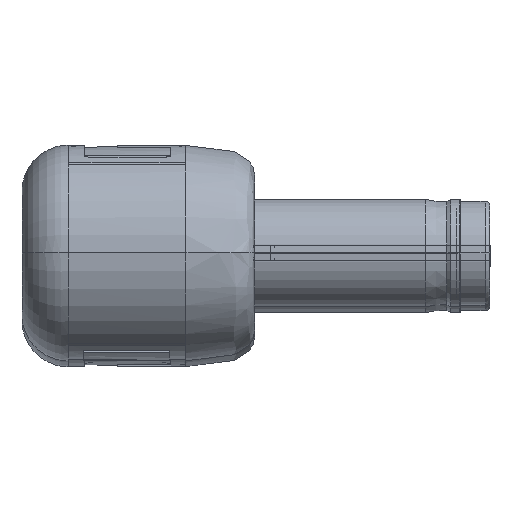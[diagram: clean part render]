
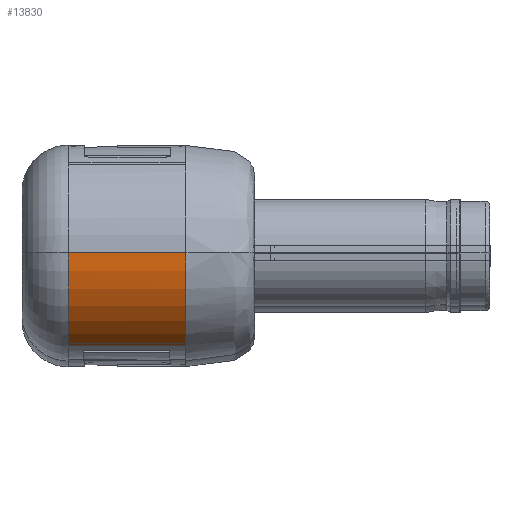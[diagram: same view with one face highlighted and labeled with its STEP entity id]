
A CAD part, top view. The second image highlights one B-rep face of the part: STEP entity #13830.
In plain terms, the highlighted cylindrical face has radius 5.5 mm (diameter 11 mm), a partial arc.
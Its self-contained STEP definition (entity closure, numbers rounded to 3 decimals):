
#17 = CARTESIAN_POINT ( 'NONE',  ( -3.5, 0., -2.524 ) ) ;
#62 = CARTESIAN_POINT ( 'NONE',  ( 0.561, -3.709, 0.573 ) ) ;
#384 = CARTESIAN_POINT ( 'NONE',  ( -6.353, -4.702, -2.524 ) ) ;
#499 = VERTEX_POINT ( 'NONE', #384 ) ;
#554 = CARTESIAN_POINT ( 'NONE',  ( -6.353, -4.702, -2.524 ) ) ;
#1002 = ORIENTED_EDGE ( 'NONE', *, *, #7927, .T. ) ;
#1423 = LINE ( 'NONE', #554, #23791 ) ;
#1706 = DIRECTION ( 'NONE',  ( 0., 0., -1. ) ) ;
#1882 = CARTESIAN_POINT ( 'NONE',  ( 0.577, -3.692, -0.676 ) ) ;
#1977 = CARTESIAN_POINT ( 'NONE',  ( 1.82, -1.397, 3.48 ) ) ;
#2076 = CARTESIAN_POINT ( 'NONE',  ( 0.965, -3.213, -1.939 ) ) ;
#2151 = DIRECTION ( 'NONE',  ( -0.519, -0.855, 0. ) ) ;
#2341 = AXIS2_PLACEMENT_3D ( 'NONE', #12074, #27914, #9647 ) ;
#4338 = CARTESIAN_POINT ( 'NONE',  ( 1.648, -1.941, 3.212 ) ) ;
#4433 = CARTESIAN_POINT ( 'NONE',  ( 0.586, -3.682, 0.728 ) ) ;
#4539 = CARTESIAN_POINT ( 'NONE',  ( 0.526, -3.748, -0.208 ) ) ;
#5910 = CARTESIAN_POINT ( 'NONE',  ( -6.353, -4.702, 3.476 ) ) ;
#6461 = CARTESIAN_POINT ( 'NONE',  ( 0.675, -3.581, -1.124 ) ) ;
#6674 = CARTESIAN_POINT ( 'NONE',  ( -3.5, 0., -2.524 ) ) ;
#7896 = VERTEX_POINT ( 'NONE', #28930 ) ;
#7927 = EDGE_CURVE ( 'NONE', #28314, #25548, #11945, .T. ) ;
#8625 = CARTESIAN_POINT ( 'NONE',  ( 0.774, -3.466, 1.463 ) ) ;
#8721 = CARTESIAN_POINT ( 'NONE',  ( 1.25, -2.773, -2.524 ) ) ;
#9500 = DIRECTION ( 'NONE',  ( 0., 0., -1. ) ) ;
#9647 = DIRECTION ( 'NONE',  ( -1., 0., 0. ) ) ;
#9689 = DIRECTION ( 'NONE',  ( 0., 0., 1. ) ) ;
#9727 = EDGE_CURVE ( 'NONE', #28314, #7896, #27169, .T. ) ;
#10772 = CARTESIAN_POINT ( 'NONE',  ( 0.983, -3.191, 1.992 ) ) ;
#10774 = CIRCLE ( 'NONE', #2341, 5.5 ) ;
#10832 = VERTEX_POINT ( 'NONE', #25534 ) ;
#10877 = CARTESIAN_POINT ( 'NONE',  ( 1.192, -2.872, -2.416 ) ) ;
#10972 = CARTESIAN_POINT ( 'NONE',  ( 1.328, -2.645, 2.675 ) ) ;
#11066 = CARTESIAN_POINT ( 'NONE',  ( 0.529, -3.744, 0.263 ) ) ;
#11163 = CARTESIAN_POINT ( 'NONE',  ( 1.134, -2.965, -2.301 ) ) ;
#11619 = ORIENTED_EDGE ( 'NONE', *, *, #25427, .T. ) ;
#11742 = DIRECTION ( 'NONE',  ( -1., 0., 0. ) ) ;
#11945 = B_SPLINE_CURVE_WITH_KNOTS ( 'NONE', 3,
 ( #8721, #10877, #11163, #28832, #2076, #28642, #24154, #19830, #6461, #20030, #1882, #26785, #4539, #13381, #11066, #62, #4433, #15336, #8625, #10772, #26694, #10972, #13185, #17669, #4338, #19933, #15233, #1977 ),
 .UNSPECIFIED., .F., .F.,
 ( 4, 2, 2, 2, 2, 2, 2, 2, 2, 2, 2, 2, 2, 4 ),
 ( 0.003, 0.004, 0.004, 0.005, 0.005, 0.006, 0.006, 0.006, 0.007, 0.008, 0.009, 0.01, 0.01, 0.011 ),
 .UNSPECIFIED. ) ;
#12074 = CARTESIAN_POINT ( 'NONE',  ( -3.5, 0., -2.524 ) ) ;
#12600 = ORIENTED_EDGE ( 'NONE', *, *, #15869, .T. ) ;
#12923 = CARTESIAN_POINT ( 'NONE',  ( -9., 0., -2.524 ) ) ;
#13085 = DIRECTION ( 'NONE',  ( -1., 0., 0. ) ) ;
#13185 = CARTESIAN_POINT ( 'NONE',  ( 1.443, -2.425, 2.875 ) ) ;
#13342 = CYLINDRICAL_SURFACE ( 'NONE', #20798, 5.5 ) ;
#13364 = VERTEX_POINT ( 'NONE', #12923 ) ;
#13381 = CARTESIAN_POINT ( 'NONE',  ( 0.522, -3.752, 0.107 ) ) ;
#13830 = ADVANCED_FACE ( 'NONE', ( #17880 ), #13342, .T. ) ;
#13918 = VECTOR ( 'NONE', #1706, 1000. ) ;
#14085 = VERTEX_POINT ( 'NONE', #18996 ) ;
#14422 = VECTOR ( 'NONE', #21504, 1000. ) ;
#15214 = EDGE_CURVE ( 'NONE', #14085, #17391, #23352, .T. ) ;
#15233 = CARTESIAN_POINT ( 'NONE',  ( 1.782, -1.54, 3.423 ) ) ;
#15242 = CARTESIAN_POINT ( 'NONE',  ( 1.82, -1.397, 3.48 ) ) ;
#15336 = CARTESIAN_POINT ( 'NONE',  ( 0.682, -3.573, 1.179 ) ) ;
#15574 = EDGE_CURVE ( 'NONE', #499, #13364, #10774, .T. ) ;
#15684 = DIRECTION ( 'NONE',  ( -1., 0., 0. ) ) ;
#15869 = EDGE_CURVE ( 'NONE', #25548, #10832, #25144, .T. ) ;
#15876 = AXIS2_PLACEMENT_3D ( 'NONE', #27678, #9500, #11742 ) ;
#17073 = LINE ( 'NONE', #23983, #13918 ) ;
#17391 = VERTEX_POINT ( 'NONE', #5910 ) ;
#17463 = AXIS2_PLACEMENT_3D ( 'NONE', #6674, #22185, #13085 ) ;
#17669 = CARTESIAN_POINT ( 'NONE',  ( 1.599, -2.066, 3.133 ) ) ;
#17880 = FACE_OUTER_BOUND ( 'NONE', #27267, .T. ) ;
#18775 = ORIENTED_EDGE ( 'NONE', *, *, #28088, .T. ) ;
#18996 = CARTESIAN_POINT ( 'NONE',  ( -0.647, -4.702, 3.476 ) ) ;
#19830 = CARTESIAN_POINT ( 'NONE',  ( 0.717, -3.532, -1.27 ) ) ;
#19933 = CARTESIAN_POINT ( 'NONE',  ( 1.74, -1.678, 3.357 ) ) ;
#20030 = CARTESIAN_POINT ( 'NONE',  ( 0.605, -3.661, -0.827 ) ) ;
#20088 = CARTESIAN_POINT ( 'NONE',  ( -3.5, 0., 3.476 ) ) ;
#20300 = DIRECTION ( 'NONE',  ( 0., 0., -1. ) ) ;
#20387 = DIRECTION ( 'NONE',  ( 0., 0., -1. ) ) ;
#20532 = ORIENTED_EDGE ( 'NONE', *, *, #24141, .T. ) ;
#20798 = AXIS2_PLACEMENT_3D ( 'NONE', #17, #20387, #15684 ) ;
#21074 = LINE ( 'NONE', #21709, #14422 ) ;
#21504 = DIRECTION ( 'NONE',  ( 0., 0., -1. ) ) ;
#21709 = CARTESIAN_POINT ( 'NONE',  ( -9., 0., -2.524 ) ) ;
#22185 = DIRECTION ( 'NONE',  ( 0., 0., -1. ) ) ;
#22677 = ORIENTED_EDGE ( 'NONE', *, *, #9727, .F. ) ;
#23352 = CIRCLE ( 'NONE', #26467, 5.5 ) ;
#23687 = ORIENTED_EDGE ( 'NONE', *, *, #15574, .F. ) ;
#23791 = VECTOR ( 'NONE', #9689, 1000. ) ;
#23983 = CARTESIAN_POINT ( 'NONE',  ( -0.647, -4.702, 3.476 ) ) ;
#24034 = CARTESIAN_POINT ( 'NONE',  ( 1.25, -2.773, -2.524 ) ) ;
#24141 = EDGE_CURVE ( 'NONE', #14085, #7896, #17073, .T. ) ;
#24154 = CARTESIAN_POINT ( 'NONE',  ( 0.809, -3.419, -1.548 ) ) ;
#25144 = CIRCLE ( 'NONE', #15876, 5.5 ) ;
#25427 = EDGE_CURVE ( 'NONE', #10832, #13364, #21074, .T. ) ;
#25534 = CARTESIAN_POINT ( 'NONE',  ( -9., 0., 3.48 ) ) ;
#25548 = VERTEX_POINT ( 'NONE', #15242 ) ;
#26467 = AXIS2_PLACEMENT_3D ( 'NONE', #20088, #20300, #2151 ) ;
#26694 = CARTESIAN_POINT ( 'NONE',  ( 1.098, -3.027, 2.233 ) ) ;
#26785 = CARTESIAN_POINT ( 'NONE',  ( 0.537, -3.735, -0.368 ) ) ;
#27169 = CIRCLE ( 'NONE', #17463, 5.5 ) ;
#27267 = EDGE_LOOP ( 'NONE', ( #12600, #11619, #23687, #18775, #27855, #20532, #22677, #1002 ) ) ;
#27678 = CARTESIAN_POINT ( 'NONE',  ( -3.5, 0., 3.48 ) ) ;
#27855 = ORIENTED_EDGE ( 'NONE', *, *, #15214, .F. ) ;
#27914 = DIRECTION ( 'NONE',  ( 0., 0., -1. ) ) ;
#28088 = EDGE_CURVE ( 'NONE', #499, #17391, #1423, .T. ) ;
#28314 = VERTEX_POINT ( 'NONE', #24034 ) ;
#28642 = CARTESIAN_POINT ( 'NONE',  ( 0.859, -3.355, -1.682 ) ) ;
#28832 = CARTESIAN_POINT ( 'NONE',  ( 1.02, -3.135, -2.063 ) ) ;
#28930 = CARTESIAN_POINT ( 'NONE',  ( -0.647, -4.702, -2.524 ) ) ;
